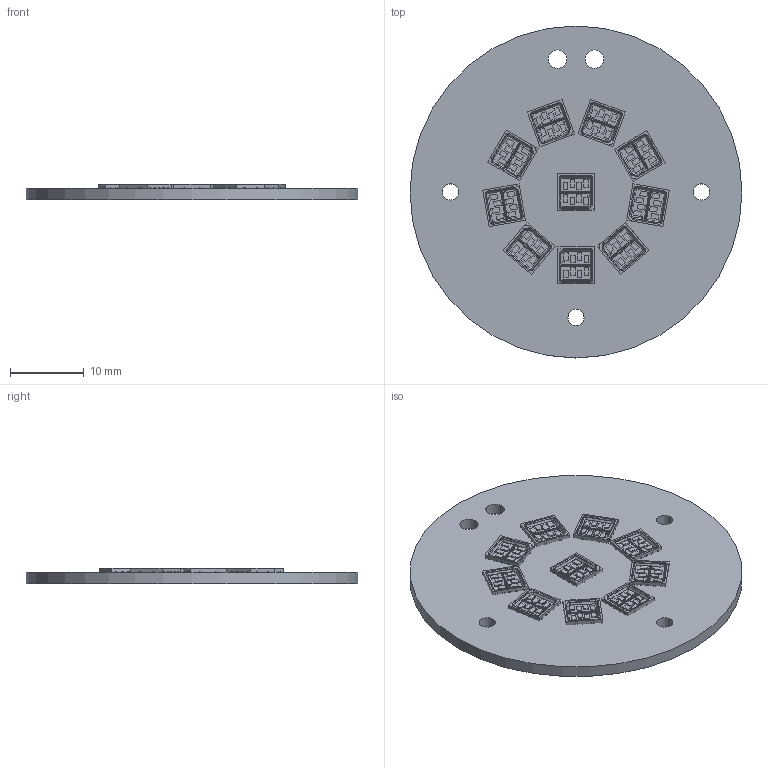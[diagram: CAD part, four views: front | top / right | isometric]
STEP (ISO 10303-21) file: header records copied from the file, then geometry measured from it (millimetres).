
FILE_DESCRIPTION(('KiCad electronic assembly'),'2;1');
FILE_NAME('SamsungLedBoard.step','2023-02-02T11:11:57',('Pcbnew'),( 'Kicad'),'Open CASCADE STEP processor 7.6','KiCad to STEP converter' ,'Unknown');
FILE_SCHEMA(('AUTOMOTIVE_DESIGN { 1 0 10303 214 1 1 1 1 }'));
Length unit declared in the file: millimetre
Products named in the file (4): SamsungLedBoard 1; STEP_LH502C_LH508C; COMPOUND; SamsungLedBoard PCB
Assembly tree (12 placements, depth 3):
  SamsungLedBoard 1
    STEP_LH502C_LH508C  x10
      COMPOUND
    SamsungLedBoard PCB
Bounding box: 45 x 45 x 2.16 mm (x, y, z)
Volume: 2617.1 mm3; surface area: 4581 mm2
Topology: 121 solids, 121 shells, 3308 faces, 9458 edges, 6292 vertices
Faces by surface type: plane 2482, cylinder 726, cone 100
Full cylindrical faces by diameter (mm): 2.2 x3, 2.5 x2, 45 x1
Entity records: 23769 total; most frequent: CARTESIAN_POINT 4123, DIRECTION 3723, LINE 2529, VECTOR 2529, ORIENTED_EDGE 1920, PCURVE 1920, DEFINITIONAL_REPRESENTATION 1920, EDGE_CURVE 960
